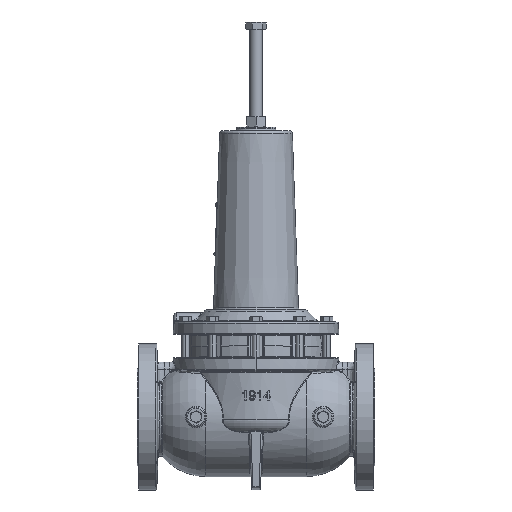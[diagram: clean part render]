
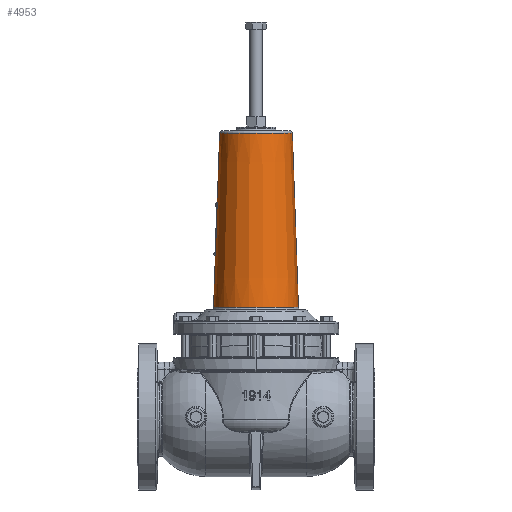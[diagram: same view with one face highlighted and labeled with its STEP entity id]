
A CAD part, top view. The second image highlights one B-rep face of the part: STEP entity #4953.
In plain terms, the highlighted conical face has half-angle 2 degrees and reference radius 55.447 mm.
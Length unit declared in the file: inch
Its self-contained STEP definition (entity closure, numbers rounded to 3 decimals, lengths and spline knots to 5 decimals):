
#1828 = DIRECTION ( 'NONE',  ( -0.035, -0.999, 0. ) ) ;
#2121 = VERTEX_POINT ( 'NONE', #47748 ) ;
#2888 = CARTESIAN_POINT ( 'NONE',  ( 2.18297, 5.50007, 0. ) ) ;
#4953 = ADVANCED_FACE ( 'NONE', ( #22909 ), #8153, .T. ) ;
#6830 = CARTESIAN_POINT ( 'NONE',  ( -2.18297, 5.50007, 0. ) ) ;
#8153 = CONICAL_SURFACE ( 'NONE', #36087, 2.18297, 0.035 ) ;
#11445 = CARTESIAN_POINT ( 'NONE',  ( 0., 5.50007, 0. ) ) ;
#11676 = CARTESIAN_POINT ( 'NONE',  ( 1.86635, 14.56694, 0. ) ) ;
#13040 = EDGE_CURVE ( 'NONE', #18059, #55274, #38612, .T. ) ;
#15179 = ORIENTED_EDGE ( 'NONE', *, *, #40891, .T. ) ;
#15722 = DIRECTION ( 'NONE',  ( 0., 1., 0. ) ) ;
#18059 = VERTEX_POINT ( 'NONE', #11676 ) ;
#18403 = EDGE_LOOP ( 'NONE', ( #55610, #34707, #15179, #42618 ) ) ;
#20058 = CARTESIAN_POINT ( 'NONE',  ( -1.86635, 14.56694, 0. ) ) ;
#20676 = DIRECTION ( 'NONE',  ( 1., 0., 0. ) ) ;
#21961 = LINE ( 'NONE', #6830, #34498 ) ;
#22528 = CARTESIAN_POINT ( 'NONE',  ( 0., 14.56694, 0. ) ) ;
#22909 = FACE_OUTER_BOUND ( 'NONE', #18403, .T. ) ;
#31403 = LINE ( 'NONE', #2888, #42980 ) ;
#32541 = DIRECTION ( 'NONE',  ( -1., 0., 0. ) ) ;
#34498 = VECTOR ( 'NONE', #1828, 39.37008 ) ;
#34707 = ORIENTED_EDGE ( 'NONE', *, *, #59078, .T. ) ;
#36087 = AXIS2_PLACEMENT_3D ( 'NONE', #11445, #36380, #46319 ) ;
#36380 = DIRECTION ( 'NONE',  ( 0., -1., 0. ) ) ;
#37283 = DIRECTION ( 'NONE',  ( 0., -1., 0. ) ) ;
#37643 = DIRECTION ( 'NONE',  ( 0.035, -0.999, 0. ) ) ;
#38511 = CIRCLE ( 'NONE', #42493, 2.17876 ) ;
#38612 = CIRCLE ( 'NONE', #45654, 1.86635 ) ;
#40891 = EDGE_CURVE ( 'NONE', #58676, #2121, #38511, .T. ) ;
#41885 = CARTESIAN_POINT ( 'NONE',  ( -2.17876, 5.62071, 0. ) ) ;
#42493 = AXIS2_PLACEMENT_3D ( 'NONE', #60343, #15722, #20676 ) ;
#42618 = ORIENTED_EDGE ( 'NONE', *, *, #59183, .F. ) ;
#42980 = VECTOR ( 'NONE', #37643, 39.37008 ) ;
#45654 = AXIS2_PLACEMENT_3D ( 'NONE', #22528, #37283, #32541 ) ;
#46319 = DIRECTION ( 'NONE',  ( 1., 0., 0. ) ) ;
#47748 = CARTESIAN_POINT ( 'NONE',  ( 2.17876, 5.62071, 0. ) ) ;
#55274 = VERTEX_POINT ( 'NONE', #20058 ) ;
#55610 = ORIENTED_EDGE ( 'NONE', *, *, #13040, .T. ) ;
#58676 = VERTEX_POINT ( 'NONE', #41885 ) ;
#59078 = EDGE_CURVE ( 'NONE', #55274, #58676, #21961, .T. ) ;
#59183 = EDGE_CURVE ( 'NONE', #18059, #2121, #31403, .T. ) ;
#60343 = CARTESIAN_POINT ( 'NONE',  ( 0., 5.62071, 0. ) ) ;
